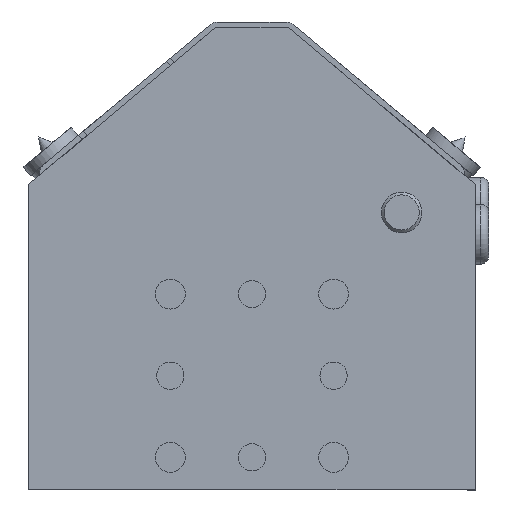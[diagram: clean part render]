
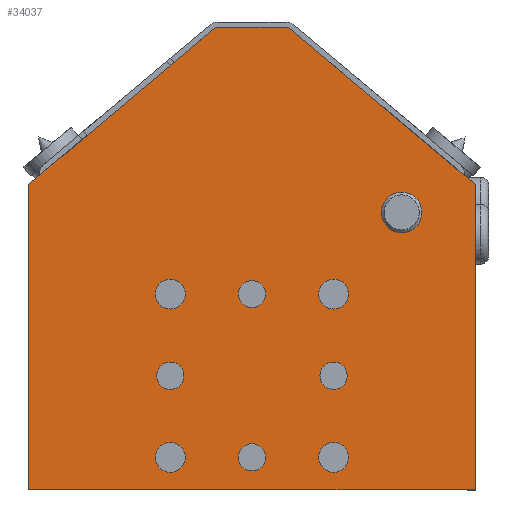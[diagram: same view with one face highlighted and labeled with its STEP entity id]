
A CAD part, left-side view. The second image highlights one B-rep face of the part: STEP entity #34037.
In plain terms, the highlighted face is planar.
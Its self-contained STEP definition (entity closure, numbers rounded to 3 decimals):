
#33743=CARTESIAN_POINT('',(127.,41.,-1.));
#33744=VERTEX_POINT('',#33743);
#33745=CARTESIAN_POINT('',(127.,-41.,-1.));
#33746=VERTEX_POINT('',#33745);
#33747=CARTESIAN_POINT('',(127.,41.,-1.));
#33748=DIRECTION('',(0.0,-1.0,0.0));
#33749=VECTOR('',#33748,82.);
#33750=LINE('',#33747,#33749);
#33751=EDGE_CURVE('',#33744,#33746,#33750,.T.);
#33807=CARTESIAN_POINT('',(127.,41.,55.178));
#33808=VERTEX_POINT('',#33807);
#33815=CARTESIAN_POINT('',(127.,41.,55.178));
#33816=DIRECTION('',(0.0,0.0,-1.0));
#33817=VECTOR('',#33816,56.178);
#33818=LINE('',#33815,#33817);
#33819=EDGE_CURVE('',#33808,#33744,#33818,.T.);
#33858=CARTESIAN_POINT('',(127.,-41.,55.178));
#33859=VERTEX_POINT('',#33858);
#33875=CARTESIAN_POINT('',(127.,-41.,-1.));
#33876=DIRECTION('',(0.0,0.0,1.0));
#33877=VECTOR('',#33876,56.178);
#33878=LINE('',#33875,#33877);
#33879=EDGE_CURVE('',#33746,#33859,#33878,.T.);
#33906=CARTESIAN_POINT('',(127.,0.,41.5));
#33907=DIRECTION('',(1.0,0.0,0.0));
#33908=DIRECTION('',(0.0,1.0,0.0));
#33909=AXIS2_PLACEMENT_3D('',#33906,#33907,#33908);
#33910=PLANE('',#33909);
#33911=CARTESIAN_POINT('',(127.,6.651,84.));
#33912=VERTEX_POINT('',#33911);
#33913=CARTESIAN_POINT('',(127.,41.,55.178));
#33914=DIRECTION('',(0.,-0.766,0.643));
#33915=VECTOR('',#33914,44.839);
#33916=LINE('',#33913,#33915);
#33917=EDGE_CURVE('',#33808,#33912,#33916,.T.);
#33918=ORIENTED_EDGE('',*,*,#33917,.T.);
#33919=CARTESIAN_POINT('',(127.,-6.651,84.));
#33920=VERTEX_POINT('',#33919);
#33921=CARTESIAN_POINT('',(127.,-6.651,84.));
#33922=DIRECTION('',(0.0,1.0,0.0));
#33923=VECTOR('',#33922,13.303);
#33924=LINE('',#33921,#33923);
#33925=EDGE_CURVE('',#33920,#33912,#33924,.T.);
#33926=ORIENTED_EDGE('',*,*,#33925,.F.);
#33927=CARTESIAN_POINT('',(127.,-6.651,84.));
#33928=DIRECTION('',(0.,-0.766,-0.643));
#33929=VECTOR('',#33928,44.839);
#33930=LINE('',#33927,#33929);
#33931=EDGE_CURVE('',#33920,#33859,#33930,.T.);
#33932=ORIENTED_EDGE('',*,*,#33931,.T.);
#33933=ORIENTED_EDGE('',*,*,#33879,.F.);
#33934=ORIENTED_EDGE('',*,*,#33751,.F.);
#33935=ORIENTED_EDGE('',*,*,#33819,.F.);
#33936=EDGE_LOOP('',(#33918,#33926,#33932,#33933,#33934,#33935));
#33937=FACE_OUTER_BOUND('',#33936,.T.);
#33938=CARTESIAN_POINT('',(127.,-12.25,5.));
#33939=VERTEX_POINT('',#33938);
#33940=CARTESIAN_POINT('',(127.,-15.,5.));
#33941=DIRECTION('',(-1.0,0.0,0.0));
#33942=DIRECTION('',(0.0,-1.0,0.0));
#33943=AXIS2_PLACEMENT_3D('',#33940,#33941,#33942);
#33944=CIRCLE('',#33943,2.75);
#33945=EDGE_CURVE('',#33939,#33939,#33944,.T.);
#33946=ORIENTED_EDGE('',*,*,#33945,.T.);
#33947=EDGE_LOOP('',(#33946));
#33948=FACE_BOUND('',#33947,.T.);
#33949=CARTESIAN_POINT('',(127.,17.75,35.));
#33950=VERTEX_POINT('',#33949);
#33951=CARTESIAN_POINT('',(127.,15.,35.));
#33952=DIRECTION('',(-1.0,0.0,0.0));
#33953=DIRECTION('',(0.0,-1.0,0.0));
#33954=AXIS2_PLACEMENT_3D('',#33951,#33952,#33953);
#33955=CIRCLE('',#33954,2.75);
#33956=EDGE_CURVE('',#33950,#33950,#33955,.T.);
#33957=ORIENTED_EDGE('',*,*,#33956,.T.);
#33958=EDGE_LOOP('',(#33957));
#33959=FACE_BOUND('',#33958,.T.);
#33960=CARTESIAN_POINT('',(127.,-12.25,35.));
#33961=VERTEX_POINT('',#33960);
#33962=CARTESIAN_POINT('',(127.,-15.,35.));
#33963=DIRECTION('',(-1.0,0.0,0.0));
#33964=DIRECTION('',(0.0,-1.0,0.0));
#33965=AXIS2_PLACEMENT_3D('',#33962,#33963,#33964);
#33966=CIRCLE('',#33965,2.75);
#33967=EDGE_CURVE('',#33961,#33961,#33966,.T.);
#33968=ORIENTED_EDGE('',*,*,#33967,.T.);
#33969=EDGE_LOOP('',(#33968));
#33970=FACE_BOUND('',#33969,.T.);
#33971=CARTESIAN_POINT('',(127.,17.75,5.));
#33972=VERTEX_POINT('',#33971);
#33973=CARTESIAN_POINT('',(127.,15.,5.));
#33974=DIRECTION('',(-1.0,0.0,0.0));
#33975=DIRECTION('',(0.0,-1.0,0.0));
#33976=AXIS2_PLACEMENT_3D('',#33973,#33974,#33975);
#33977=CIRCLE('',#33976,2.75);
#33978=EDGE_CURVE('',#33972,#33972,#33977,.T.);
#33979=ORIENTED_EDGE('',*,*,#33978,.T.);
#33980=EDGE_LOOP('',(#33979));
#33981=FACE_BOUND('',#33980,.T.);
#33982=CARTESIAN_POINT('',(127.,31.23,50.));
#33983=VERTEX_POINT('',#33982);
#33984=CARTESIAN_POINT('',(127.,27.5,50.));
#33985=DIRECTION('',(-1.0,0.0,0.0));
#33986=DIRECTION('',(0.0,1.0,0.0));
#33987=AXIS2_PLACEMENT_3D('',#33984,#33985,#33986);
#33988=CIRCLE('',#33987,3.73);
#33989=EDGE_CURVE('',#33983,#33983,#33988,.T.);
#33990=ORIENTED_EDGE('',*,*,#33989,.T.);
#33991=EDGE_LOOP('',(#33990));
#33992=FACE_BOUND('',#33991,.T.);
#33993=CARTESIAN_POINT('',(127.,-12.5,20.));
#33994=VERTEX_POINT('',#33993);
#33995=CARTESIAN_POINT('',(127.,-15.,20.));
#33996=DIRECTION('',(-1.0,0.0,0.0));
#33997=DIRECTION('',(0.0,1.0,0.0));
#33998=AXIS2_PLACEMENT_3D('',#33995,#33996,#33997);
#33999=CIRCLE('',#33998,2.5);
#34000=EDGE_CURVE('',#33994,#33994,#33999,.T.);
#34001=ORIENTED_EDGE('',*,*,#34000,.T.);
#34002=EDGE_LOOP('',(#34001));
#34003=FACE_BOUND('',#34002,.T.);
#34004=CARTESIAN_POINT('',(127.,2.5,35.));
#34005=VERTEX_POINT('',#34004);
#34006=CARTESIAN_POINT('',(127.,0.,35.));
#34007=DIRECTION('',(-1.0,0.0,0.0));
#34008=DIRECTION('',(0.0,1.0,0.0));
#34009=AXIS2_PLACEMENT_3D('',#34006,#34007,#34008);
#34010=CIRCLE('',#34009,2.5);
#34011=EDGE_CURVE('',#34005,#34005,#34010,.T.);
#34012=ORIENTED_EDGE('',*,*,#34011,.T.);
#34013=EDGE_LOOP('',(#34012));
#34014=FACE_BOUND('',#34013,.T.);
#34015=CARTESIAN_POINT('',(127.,17.5,20.));
#34016=VERTEX_POINT('',#34015);
#34017=CARTESIAN_POINT('',(127.,15.,20.));
#34018=DIRECTION('',(-1.0,0.0,0.0));
#34019=DIRECTION('',(0.0,1.0,0.0));
#34020=AXIS2_PLACEMENT_3D('',#34017,#34018,#34019);
#34021=CIRCLE('',#34020,2.5);
#34022=EDGE_CURVE('',#34016,#34016,#34021,.T.);
#34023=ORIENTED_EDGE('',*,*,#34022,.T.);
#34024=EDGE_LOOP('',(#34023));
#34025=FACE_BOUND('',#34024,.T.);
#34026=CARTESIAN_POINT('',(127.,2.5,5.));
#34027=VERTEX_POINT('',#34026);
#34028=CARTESIAN_POINT('',(127.,0.,5.));
#34029=DIRECTION('',(-1.0,0.0,0.0));
#34030=DIRECTION('',(0.0,1.0,0.0));
#34031=AXIS2_PLACEMENT_3D('',#34028,#34029,#34030);
#34032=CIRCLE('',#34031,2.5);
#34033=EDGE_CURVE('',#34027,#34027,#34032,.T.);
#34034=ORIENTED_EDGE('',*,*,#34033,.T.);
#34035=EDGE_LOOP('',(#34034));
#34036=FACE_BOUND('',#34035,.T.);
#34037=ADVANCED_FACE('',(#33937,#33948,#33959,#33970,#33981,#33992,#34003,#34014,#34025,#34036),#33910,.T.);
